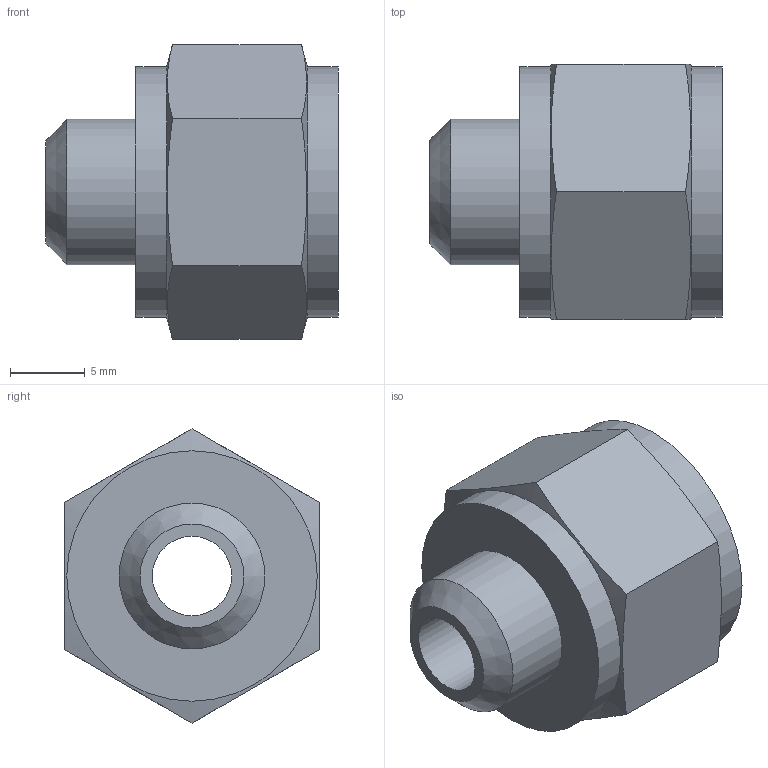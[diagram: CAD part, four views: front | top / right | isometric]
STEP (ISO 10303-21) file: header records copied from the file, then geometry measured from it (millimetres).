
FILE_DESCRIPTION((''),'2;1');
FILE_NAME('1020_Reduziernippel_1_8.stp','2011-10-05T08:20:39',('pascalzweiacker'),(''),'Autodesk Inventor 2012','Autodesk Inventor 2012','');
FILE_SCHEMA(('AUTOMOTIVE_DESIGN { 1 0 10303 214 1 1 1 1 }'));
Length unit declared in the file: millimetre
Products named in the file (1): 1020_Reduziernippel_1_8
Bounding box: 19.5 x 17 x 19.63 mm (x, y, z)
Volume: 2272.7 mm3; surface area: 1873.6 mm2
Topology: 1 solids, 1 shells, 19 faces, 43 edges, 27 vertices
Faces by surface type: plane 9, cone 5, cylinder 5
Full cylindrical faces by diameter (mm): 5.3 x1, 9.728 x1, 11.445 x1, 16.7 x2
Entity records: 470 total; most frequent: CARTESIAN_POINT 98, DIRECTION 70, ORIENTED_EDGE 60, AXIS2_PLACEMENT_3D 32, EDGE_LOOP 32, EDGE_CURVE 30, VERTEX_POINT 24, FACE_OUTER_BOUND 19
